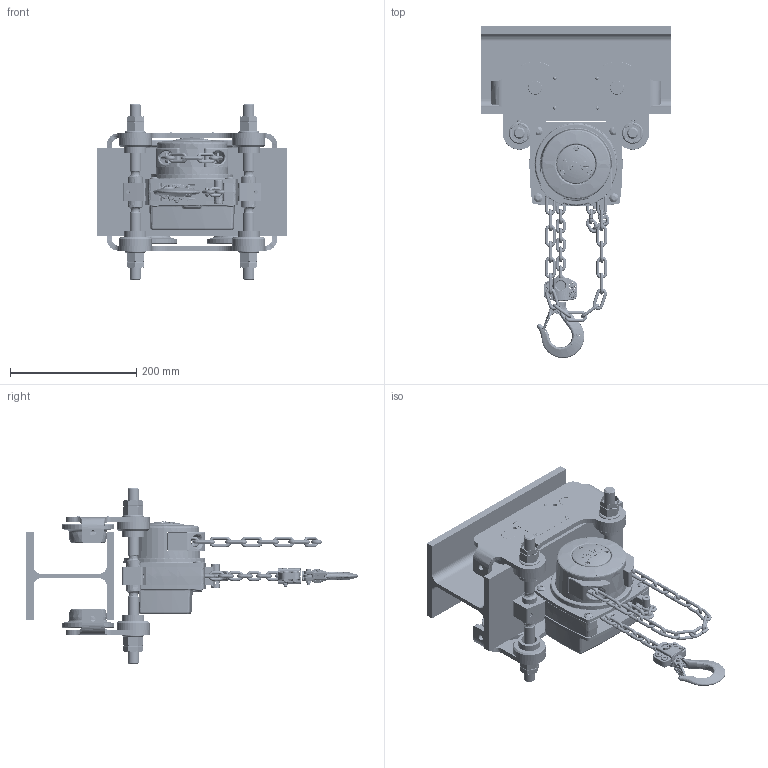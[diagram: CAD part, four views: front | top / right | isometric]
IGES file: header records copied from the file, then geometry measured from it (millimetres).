
Start section: SolidWorks IGES file using analytic representation for surfaces
Global section: file name: 04900039 YLITP-A 500.IGS; native system: SolidWorks 2015; preprocessor: SolidWorks 2015; author: sawwu; date: 180119.085549; units: millimetre
Bounding box: 300 x 526.58 x 280 mm (x, y, z)
Surface area: 995007.8 mm2 (no closed solid volume)
Topology: 0 solids, 0 shells, 2257 faces, 30174 edges, 30058 vertices
Faces by surface type: bspline 1256, revolution 1001
